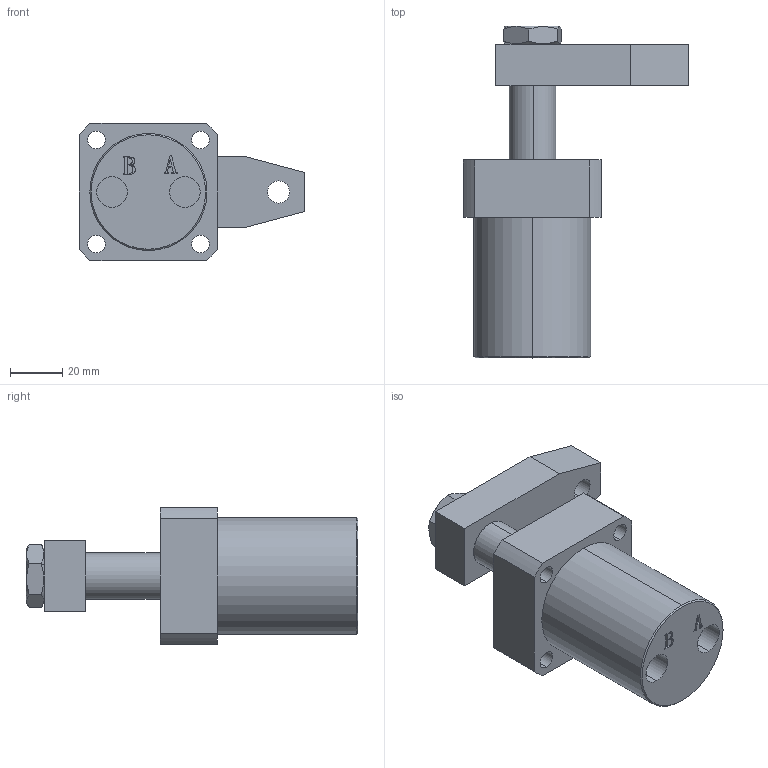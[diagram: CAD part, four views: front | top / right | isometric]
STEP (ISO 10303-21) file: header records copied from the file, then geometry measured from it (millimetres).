
FILE_DESCRIPTION (( 'STEP AP203' ), '1' );
FILE_NAME ('HSL-FA25S.STEP', '2019-10-06T05:50:04', ( '微软用户' ), ( '微软中国' ), 'SwSTEP 2.0', 'SolidWorks 2012', '' );
FILE_SCHEMA (( 'CONFIG_CONTROL_DESIGN' ));
Length unit declared in the file: millimetre
Products named in the file (5): hex thin nuts-grades ab-chamfered gb_GB_FASTENER_NUT_STNAB M14-N; HSL-FA25S揤旋杻秶; HSL-25S蛌褒詰裝; HSL-FA25S; HSL-FA25S掛极
Assembly tree (4 placements, depth 2):
  HSL-FA25S
    HSL-FA25S掛极
    hex thin nuts-grades ab-chamfered gb_GB_FASTENER_NUT_STNAB M14-N
    HSL-FA25S揤旋杻秶
    HSL-25S蛌褒詰裝
Bounding box: 86.5 x 127.5 x 53 mm (x, y, z)
Volume: 166688 mm3; surface area: 39759.8 mm2
Topology: 4 solids, 4 shells, 153 faces, 364 edges, 236 vertices
Faces by surface type: plane 73, cylinder 42, cone 16, bspline 16, torus 6
Entity records: 5799 total; most frequent: CARTESIAN_POINT 1732, ORIENTED_EDGE 728, DIRECTION 722, EDGE_CURVE 364, AXIS2_PLACEMENT_3D 258, VERTEX_POINT 236, VECTOR 206, LINE 206
